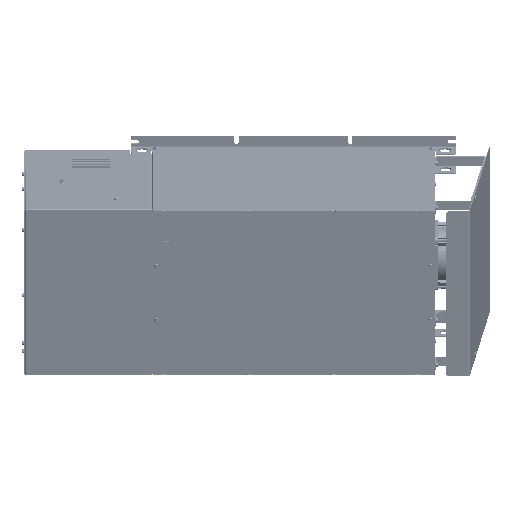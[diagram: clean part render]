
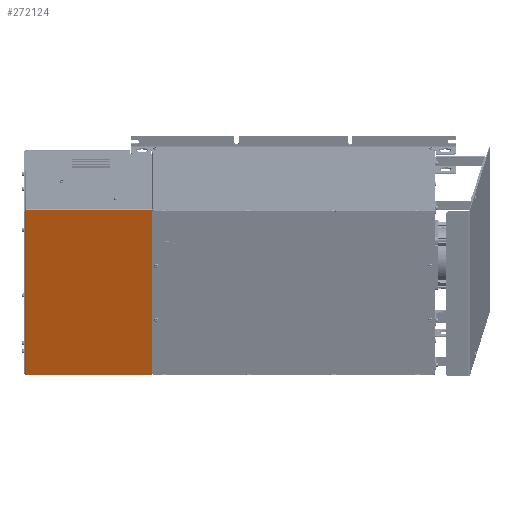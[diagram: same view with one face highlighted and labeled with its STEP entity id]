
A CAD part, top view. The second image highlights one B-rep face of the part: STEP entity #272124.
In plain terms, the highlighted planar face has unit normal (0, -0.337, 0.942).
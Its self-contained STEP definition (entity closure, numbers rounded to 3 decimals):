
#7981=PLANE('',#287392);
#17145=FACE_OUTER_BOUND('',#31550,.T.);
#31550=EDGE_LOOP('',(#178726,#178727,#178728,#178729));
#57415=LINE('',#383597,#83930);
#57443=LINE('',#383771,#83958);
#57445=LINE('',#383776,#83960);
#57451=LINE('',#383793,#83966);
#83930=VECTOR('',#312074,10.);
#83958=VECTOR('',#312148,10.);
#83960=VECTOR('',#312154,10.);
#83966=VECTOR('',#312174,10.);
#110833=VERTEX_POINT('',#383426);
#110875=VERTEX_POINT('',#383588);
#110876=VERTEX_POINT('',#383596);
#110893=VERTEX_POINT('',#383774);
#137472=EDGE_CURVE('',#110876,#110875,#57415,.T.);
#137514=EDGE_CURVE('',#110833,#110876,#57443,.T.);
#137517=EDGE_CURVE('',#110875,#110893,#57445,.T.);
#137525=EDGE_CURVE('',#110833,#110893,#57451,.T.);
#178726=ORIENTED_EDGE('',*,*,#137472,.T.);
#178727=ORIENTED_EDGE('',*,*,#137517,.T.);
#178728=ORIENTED_EDGE('',*,*,#137525,.F.);
#178729=ORIENTED_EDGE('',*,*,#137514,.T.);
#272124=ADVANCED_FACE('',(#17145),#7981,.F.);
#287392=AXIS2_PLACEMENT_3D('',#383803,#312182,#312183);
#312074=DIRECTION('',(0.,-0.942,-0.337));
#312148=DIRECTION('',(-1.,0.,0.));
#312154=DIRECTION('',(1.,0.,0.));
#312174=DIRECTION('',(0.,-0.942,-0.337));
#312182=DIRECTION('center_axis',(0.,0.337,
-0.942));
#312183=DIRECTION('ref_axis',(0.,0.942,0.337));
#383426=CARTESIAN_POINT('',(-325.361,167.647,375.395));
#383588=CARTESIAN_POINT('',(-591.761,-179.586,251.126));
#383596=CARTESIAN_POINT('',(-591.761,167.647,375.395));
#383597=CARTESIAN_POINT('',(-591.761,80.839,344.328));
#383771=CARTESIAN_POINT('',(-392.361,167.647,375.395));
#383774=CARTESIAN_POINT('',(-325.361,-179.586,251.126));
#383776=CARTESIAN_POINT('',(-526.361,-179.586,251.126));
#383793=CARTESIAN_POINT('',(-325.361,169.153,375.934));
#383803=CARTESIAN_POINT('Origin',(-459.361,-5.97,313.261));
